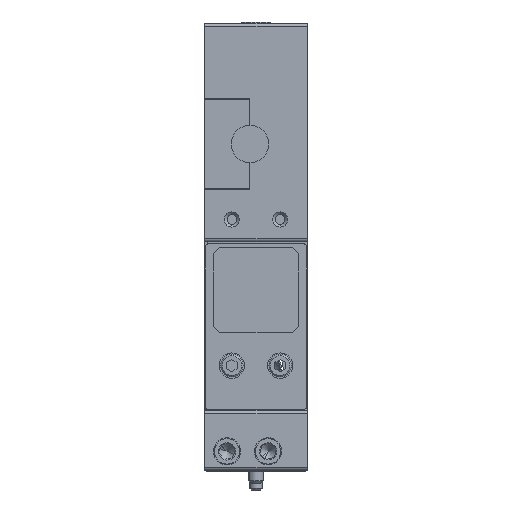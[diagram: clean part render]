
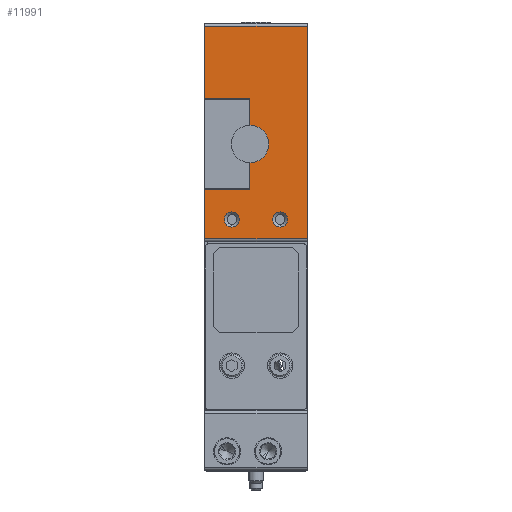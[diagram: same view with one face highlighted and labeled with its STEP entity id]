
A CAD part, left-side view. The second image highlights one B-rep face of the part: STEP entity #11991.
In plain terms, the highlighted planar face has unit normal (-1, 0, 0).
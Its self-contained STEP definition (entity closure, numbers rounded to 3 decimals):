
#56 = ORIENTED_EDGE ( 'NONE', *, *, #13275, .F. ) ;
#335 = VERTEX_POINT ( 'NONE', #11862 ) ;
#448 = LINE ( 'NONE', #18568, #11044 ) ;
#548 = DIRECTION ( 'NONE',  ( 0., -1., 0. ) ) ;
#739 = CARTESIAN_POINT ( 'NONE',  ( -85.75, -14.375, 154.3 ) ) ;
#947 = VECTOR ( 'NONE', #4695, 1000. ) ;
#1103 = DIRECTION ( 'NONE',  ( 1., 0., 0. ) ) ;
#1118 = DIRECTION ( 'NONE',  ( -1., 0., 0. ) ) ;
#1163 = AXIS2_PLACEMENT_3D ( 'NONE', #7329, #1103, #14709 ) ;
#1832 = EDGE_CURVE ( 'NONE', #18971, #13545, #2585, .T. ) ;
#2062 = CIRCLE ( 'NONE', #16434, 1.25 ) ;
#2413 = DIRECTION ( 'NONE',  ( 0., 0., 1. ) ) ;
#2511 = EDGE_LOOP ( 'NONE', ( #56, #9454 ) ) ;
#2585 = CIRCLE ( 'NONE', #9301, 3.1 ) ;
#2868 = CARTESIAN_POINT ( 'NONE',  ( -85.75, -9.875, 156.25 ) ) ;
#2928 = EDGE_CURVE ( 'NONE', #6505, #15873, #2062, .T. ) ;
#3318 = DIRECTION ( 'NONE',  ( 0., 0., 1. ) ) ;
#3449 = EDGE_LOOP ( 'NONE', ( #4361, #5114, #7768, #13358, #7760, #13623, #16682, #13328, #12594, #14922 ) ) ;
#3456 = LINE ( 'NONE', #15753, #15601 ) ;
#3463 = DIRECTION ( 'NONE',  ( 0., 1., 0. ) ) ;
#3485 = CIRCLE ( 'NONE', #10513, 1.25 ) ;
#3527 = VERTEX_POINT ( 'NONE', #17570 ) ;
#3818 = LINE ( 'NONE', #10206, #13125 ) ;
#3911 = DIRECTION ( 'NONE',  ( 0., 0., 1. ) ) ;
#4082 = VECTOR ( 'NONE', #3463, 1000. ) ;
#4277 = CARTESIAN_POINT ( 'NONE',  ( -85.75, 2.625, 154.3 ) ) ;
#4361 = ORIENTED_EDGE ( 'NONE', *, *, #18577, .F. ) ;
#4654 = DIRECTION ( 'NONE',  ( 0., 0., 1. ) ) ;
#4695 = DIRECTION ( 'NONE',  ( 0., 0., 1. ) ) ;
#4795 = VERTEX_POINT ( 'NONE', #15203 ) ;
#4920 = DIRECTION ( 'NONE',  ( 0., 0., 1. ) ) ;
#5114 = ORIENTED_EDGE ( 'NONE', *, *, #19066, .T. ) ;
#5222 = CARTESIAN_POINT ( 'NONE',  ( -85.75, -9.875, 157.5 ) ) ;
#5307 = CARTESIAN_POINT ( 'NONE',  ( -85.75, -14.375, 116. ) ) ;
#5602 = VERTEX_POINT ( 'NONE', #11398 ) ;
#5685 = LINE ( 'NONE', #4277, #16608 ) ;
#5711 = CARTESIAN_POINT ( 'NONE',  ( -85.75, -1.875, 157.5 ) ) ;
#5816 = DIRECTION ( 'NONE',  ( -1., 0., 0. ) ) ;
#5817 = EDGE_CURVE ( 'NONE', #13545, #6133, #18259, .T. ) ;
#5911 = FACE_BOUND ( 'NONE', #2511, .T. ) ;
#5983 = LINE ( 'NONE', #16883, #6260 ) ;
#6032 = CARTESIAN_POINT ( 'NONE',  ( -85.75, -4.875, 177.5 ) ) ;
#6133 = VERTEX_POINT ( 'NONE', #6032 ) ;
#6191 = LINE ( 'NONE', #12290, #947 ) ;
#6260 = VECTOR ( 'NONE', #12075, 1000. ) ;
#6340 = CARTESIAN_POINT ( 'NONE',  ( -85.75, -9.875, 157.5 ) ) ;
#6505 = VERTEX_POINT ( 'NONE', #14463 ) ;
#6761 = VECTOR ( 'NONE', #4654, 1000. ) ;
#7225 = FACE_BOUND ( 'NONE', #13816, .T. ) ;
#7329 = CARTESIAN_POINT ( 'NONE',  ( -85.75, 2.625, 116. ) ) ;
#7383 = EDGE_CURVE ( 'NONE', #18473, #10724, #448, .T. ) ;
#7398 = DIRECTION ( 'NONE',  ( 0., -1., 0. ) ) ;
#7760 = ORIENTED_EDGE ( 'NONE', *, *, #18930, .F. ) ;
#7768 = ORIENTED_EDGE ( 'NONE', *, *, #17680, .T. ) ;
#7811 = CARTESIAN_POINT ( 'NONE',  ( -85.75, 2.625, 189.5 ) ) ;
#8028 = DIRECTION ( 'NONE',  ( -1., 0., 0. ) ) ;
#8104 = ORIENTED_EDGE ( 'NONE', *, *, #2928, .F. ) ;
#8416 = LINE ( 'NONE', #5307, #10230 ) ;
#8434 = DIRECTION ( 'NONE',  ( 0., 0., 1. ) ) ;
#8495 = CIRCLE ( 'NONE', #15507, 1.25 ) ;
#8555 = EDGE_CURVE ( 'NONE', #6133, #335, #17169, .T. ) ;
#9301 = AXIS2_PLACEMENT_3D ( 'NONE', #10918, #8028, #3318 ) ;
#9454 = ORIENTED_EDGE ( 'NONE', *, *, #12722, .F. ) ;
#9567 = CARTESIAN_POINT ( 'NONE',  ( -85.75, -4.875, 177.5 ) ) ;
#9981 = EDGE_CURVE ( 'NONE', #17933, #4795, #3456, .T. ) ;
#10206 = CARTESIAN_POINT ( 'NONE',  ( -85.75, 2.625, 116. ) ) ;
#10230 = VECTOR ( 'NONE', #3911, 1000. ) ;
#10301 = EDGE_CURVE ( 'NONE', #15873, #6505, #3485, .T. ) ;
#10513 = AXIS2_PLACEMENT_3D ( 'NONE', #6340, #14328, #4920 ) ;
#10724 = VERTEX_POINT ( 'NONE', #7811 ) ;
#10750 = VERTEX_POINT ( 'NONE', #18711 ) ;
#10763 = DIRECTION ( 'NONE',  ( 0., 1., 0. ) ) ;
#10918 = CARTESIAN_POINT ( 'NONE',  ( -85.75, -4.875, 170. ) ) ;
#11044 = VECTOR ( 'NONE', #10763, 1000. ) ;
#11339 = EDGE_CURVE ( 'NONE', #4795, #18971, #5983, .T. ) ;
#11375 = CIRCLE ( 'NONE', #13630, 1.25 ) ;
#11398 = CARTESIAN_POINT ( 'NONE',  ( -85.75, -1.875, 156.25 ) ) ;
#11862 = CARTESIAN_POINT ( 'NONE',  ( -85.75, 2.625, 177.5 ) ) ;
#11991 = ADVANCED_FACE ( 'NONE', ( #7225, #5911, #14810 ), #12102, .F. ) ;
#12075 = DIRECTION ( 'NONE',  ( 0., 0., 1. ) ) ;
#12102 = PLANE ( 'NONE',  #1163 ) ;
#12290 = CARTESIAN_POINT ( 'NONE',  ( -85.75, 2.625, 116. ) ) ;
#12594 = ORIENTED_EDGE ( 'NONE', *, *, #11339, .F. ) ;
#12722 = EDGE_CURVE ( 'NONE', #5602, #3527, #8495, .T. ) ;
#13125 = VECTOR ( 'NONE', #14409, 1000. ) ;
#13275 = EDGE_CURVE ( 'NONE', #3527, #5602, #11375, .T. ) ;
#13328 = ORIENTED_EDGE ( 'NONE', *, *, #1832, .F. ) ;
#13334 = CARTESIAN_POINT ( 'NONE',  ( -85.75, -1.875, 157.5 ) ) ;
#13358 = ORIENTED_EDGE ( 'NONE', *, *, #7383, .T. ) ;
#13455 = ORIENTED_EDGE ( 'NONE', *, *, #10301, .F. ) ;
#13517 = DIRECTION ( 'NONE',  ( 0., 0., 1. ) ) ;
#13545 = VERTEX_POINT ( 'NONE', #18164 ) ;
#13623 = ORIENTED_EDGE ( 'NONE', *, *, #8555, .F. ) ;
#13630 = AXIS2_PLACEMENT_3D ( 'NONE', #13334, #16122, #2413 ) ;
#13816 = EDGE_LOOP ( 'NONE', ( #8104, #13455 ) ) ;
#14328 = DIRECTION ( 'NONE',  ( -1., 0., 0. ) ) ;
#14409 = DIRECTION ( 'NONE',  ( 0., 0., 1. ) ) ;
#14463 = CARTESIAN_POINT ( 'NONE',  ( -85.75, -9.875, 158.75 ) ) ;
#14709 = DIRECTION ( 'NONE',  ( 0., 0., -1. ) ) ;
#14810 = FACE_OUTER_BOUND ( 'NONE', #3449, .T. ) ;
#14922 = ORIENTED_EDGE ( 'NONE', *, *, #9981, .F. ) ;
#15203 = CARTESIAN_POINT ( 'NONE',  ( -85.75, -4.875, 162.5 ) ) ;
#15507 = AXIS2_PLACEMENT_3D ( 'NONE', #5711, #5816, #13517 ) ;
#15547 = CARTESIAN_POINT ( 'NONE',  ( -85.75, -4.875, 173.1 ) ) ;
#15601 = VECTOR ( 'NONE', #548, 1000. ) ;
#15753 = CARTESIAN_POINT ( 'NONE',  ( -85.75, -4.875, 162.5 ) ) ;
#15873 = VERTEX_POINT ( 'NONE', #2868 ) ;
#16089 = VERTEX_POINT ( 'NONE', #739 ) ;
#16122 = DIRECTION ( 'NONE',  ( -1., 0., 0. ) ) ;
#16434 = AXIS2_PLACEMENT_3D ( 'NONE', #5222, #1118, #8434 ) ;
#16608 = VECTOR ( 'NONE', #7398, 1000. ) ;
#16682 = ORIENTED_EDGE ( 'NONE', *, *, #5817, .F. ) ;
#16883 = CARTESIAN_POINT ( 'NONE',  ( -85.75, -4.875, 166.9 ) ) ;
#17169 = LINE ( 'NONE', #9567, #4082 ) ;
#17214 = CARTESIAN_POINT ( 'NONE',  ( -85.75, -14.375, 189.5 ) ) ;
#17388 = CARTESIAN_POINT ( 'NONE',  ( -85.75, 2.625, 162.5 ) ) ;
#17570 = CARTESIAN_POINT ( 'NONE',  ( -85.75, -1.875, 158.75 ) ) ;
#17680 = EDGE_CURVE ( 'NONE', #16089, #18473, #8416, .T. ) ;
#17933 = VERTEX_POINT ( 'NONE', #17388 ) ;
#18164 = CARTESIAN_POINT ( 'NONE',  ( -85.75, -4.875, 173.1 ) ) ;
#18259 = LINE ( 'NONE', #15547, #6761 ) ;
#18473 = VERTEX_POINT ( 'NONE', #17214 ) ;
#18568 = CARTESIAN_POINT ( 'NONE',  ( -85.75, 2.625, 189.5 ) ) ;
#18577 = EDGE_CURVE ( 'NONE', #10750, #17933, #3818, .T. ) ;
#18711 = CARTESIAN_POINT ( 'NONE',  ( -85.75, 2.625, 154.3 ) ) ;
#18930 = EDGE_CURVE ( 'NONE', #335, #10724, #6191, .T. ) ;
#18971 = VERTEX_POINT ( 'NONE', #19083 ) ;
#19066 = EDGE_CURVE ( 'NONE', #10750, #16089, #5685, .T. ) ;
#19083 = CARTESIAN_POINT ( 'NONE',  ( -85.75, -4.875, 166.9 ) ) ;
